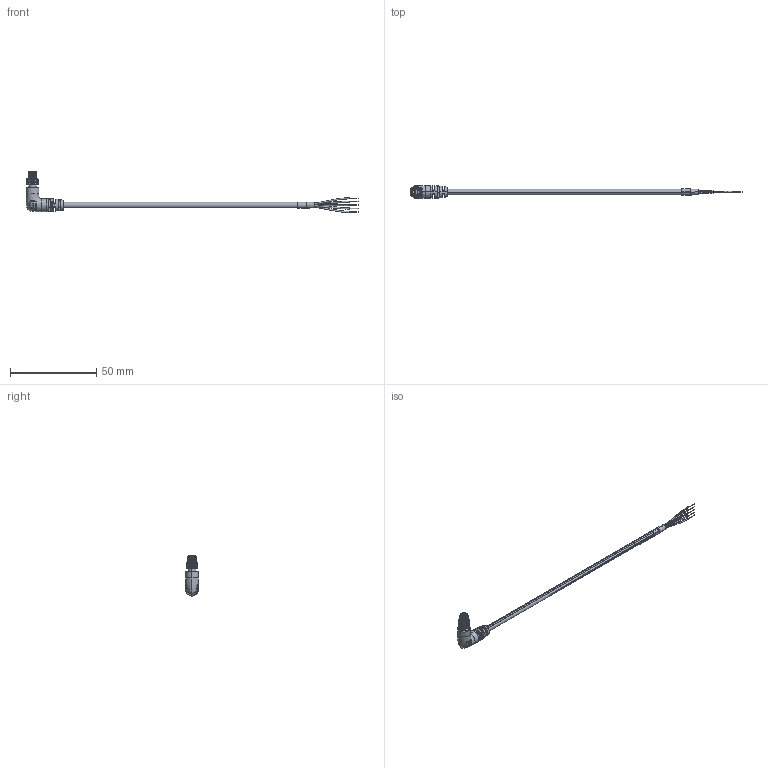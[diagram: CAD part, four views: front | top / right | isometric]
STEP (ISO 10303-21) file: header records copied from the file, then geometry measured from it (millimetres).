
FILE_DESCRIPTION (( 'STEP AP203' ), '1' );
FILE_NAME ('10-03878_revA.STEP', '2021-01-15T23:12:14', ( '' ), ( '' ), 'SwSTEP 2.0', 'SolidWorks 2015', '' );
FILE_SCHEMA (( 'CONFIG_CONTROL_DESIGN' ));
Length unit declared in the file: millimetre
Products named in the file (9): 30-01639_s + t; M5M4P; M5Male_pin_13.75 mm; 50-00671; M5Male_inline threads; 10-03878_revA; 24-00352; M5Male_shield
Assembly tree (11 placements, depth 4):
  10-03878_revA
    30-01639_s + t
    24-00352
    50-00671
      M5Male_inline threads
      M5M4P
        M5M4P
        M5Male_pin_13.75 mm  x4
      M5Male_shield
Bounding box: 193 x 7.51 x 23.95 mm (x, y, z)
Volume: 2713.4 mm3; surface area: 23805.7 mm2
Topology: 289 solids, 289 shells, 2432 faces, 5000 edges, 3164 vertices
Faces by surface type: cylinder 1232, plane 659, bspline 461, torus 66, sphere 8, cone 6
Entity records: 75201 total; most frequent: CARTESIAN_POINT 24563, DIRECTION 10040, ORIENTED_EDGE 9812, EDGE_CURVE 4906, AXIS2_PLACEMENT_3D 4311, VERTEX_POINT 3105, EDGE_LOOP 2909, FACE_OUTER_BOUND 2396
